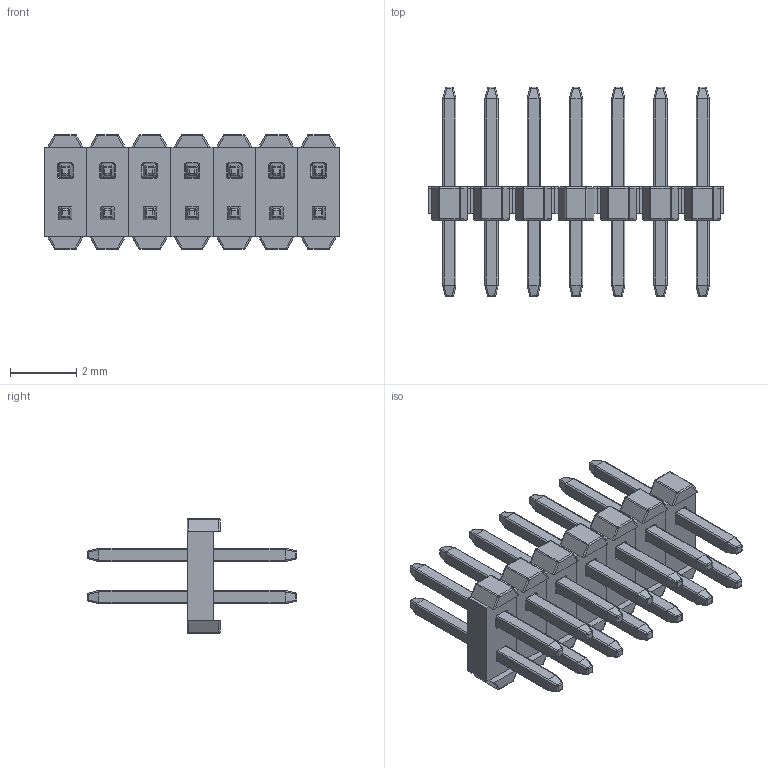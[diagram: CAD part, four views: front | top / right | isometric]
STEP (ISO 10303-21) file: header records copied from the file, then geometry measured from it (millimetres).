
FILE_DESCRIPTION (( 'STEP AP214' ), '1' );
FILE_NAME ('HPH2 A 14 UA.STEP', '2019-04-09T15:43:26', ( '' ), ( '' ), 'SwSTEP 2.0', 'SolidWorks 2014', '' );
FILE_SCHEMA (( 'AUTOMOTIVE_DESIGN' ));
Length unit declared in the file: millimetre
Products named in the file (1): HPH2 A 14 UA
Bounding box: 8.89 x 6.3 x 3.45 mm (x, y, z)
Volume: 35.3 mm3; surface area: 262.8 mm2
Topology: 35 solids, 35 shells, 1274 faces, 3108 edges, 1736 vertices
Faces by surface type: cylinder 588, plane 462, sphere 168, torus 56
Entity records: 35708 total; most frequent: CARTESIAN_POINT 7127, DIRECTION 6022, ORIENTED_EDGE 5880, EDGE_CURVE 2940, AXIS2_PLACEMENT_3D 2199, VERTEX_POINT 1736, LINE 1624, VECTOR 1624
